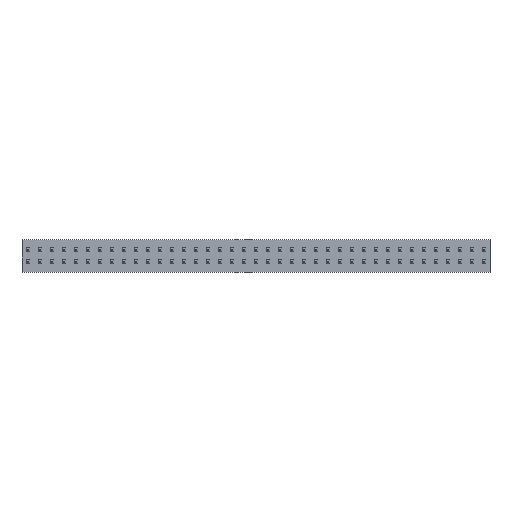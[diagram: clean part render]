
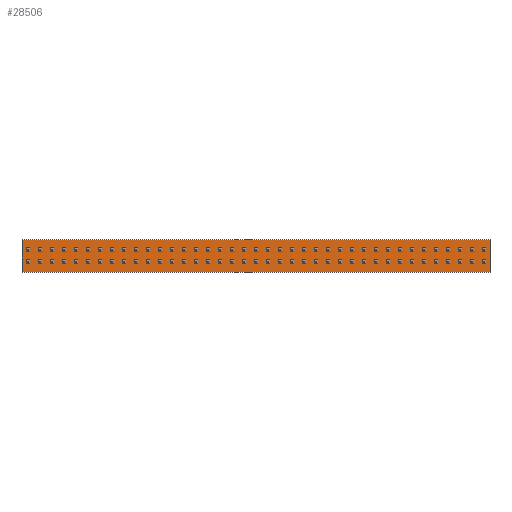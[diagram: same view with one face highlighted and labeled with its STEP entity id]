
A CAD part, top view. The second image highlights one B-rep face of the part: STEP entity #28506.
In plain terms, the highlighted face is planar.
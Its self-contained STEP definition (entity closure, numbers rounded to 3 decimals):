
#28374 = EDGE_CURVE('',#28375,#28377,#28379,.T.);
#28375 = VERTEX_POINT('',#28376);
#28376 = CARTESIAN_POINT('',(-24.765,1.778,-1.715));
#28377 = VERTEX_POINT('',#28378);
#28378 = CARTESIAN_POINT('',(-24.765,1.778,1.715));
#28379 = LINE('',#28380,#28381);
#28380 = CARTESIAN_POINT('',(-24.765,1.778,-1.715));
#28381 = VECTOR('',#28382,1.);
#28382 = DIRECTION('',(0.,0.,1.));
#28414 = EDGE_CURVE('',#28377,#28415,#28417,.T.);
#28415 = VERTEX_POINT('',#28416);
#28416 = CARTESIAN_POINT('',(24.765,1.778,1.715));
#28417 = LINE('',#28418,#28419);
#28418 = CARTESIAN_POINT('',(-24.765,1.778,1.715));
#28419 = VECTOR('',#28420,1.);
#28420 = DIRECTION('',(1.,0.,0.));
#28445 = EDGE_CURVE('',#28415,#28446,#28448,.T.);
#28446 = VERTEX_POINT('',#28447);
#28447 = CARTESIAN_POINT('',(24.765,1.778,-1.715));
#28448 = LINE('',#28449,#28450);
#28449 = CARTESIAN_POINT('',(24.765,1.778,1.715));
#28450 = VECTOR('',#28451,1.);
#28451 = DIRECTION('',(0.,0.,-1.));
#28476 = EDGE_CURVE('',#28446,#28375,#28477,.T.);
#28477 = LINE('',#28478,#28479);
#28478 = CARTESIAN_POINT('',(24.765,1.778,-1.715));
#28479 = VECTOR('',#28480,1.);
#28480 = DIRECTION('',(-1.,0.,0.));
#28506 = ADVANCED_FACE('',(#28507),#28513,.T.);
#28507 = FACE_BOUND('',#28508,.T.);
#28508 = EDGE_LOOP('',(#28509,#28510,#28511,#28512));
#28509 = ORIENTED_EDGE('',*,*,#28374,.T.);
#28510 = ORIENTED_EDGE('',*,*,#28414,.T.);
#28511 = ORIENTED_EDGE('',*,*,#28445,.T.);
#28512 = ORIENTED_EDGE('',*,*,#28476,.T.);
#28513 = PLANE('',#28514);
#28514 = AXIS2_PLACEMENT_3D('',#28515,#28516,#28517);
#28515 = CARTESIAN_POINT('',(0.,1.778,0.));
#28516 = DIRECTION('',(0.,1.,0.));
#28517 = DIRECTION('',(0.,-0.,1.));
